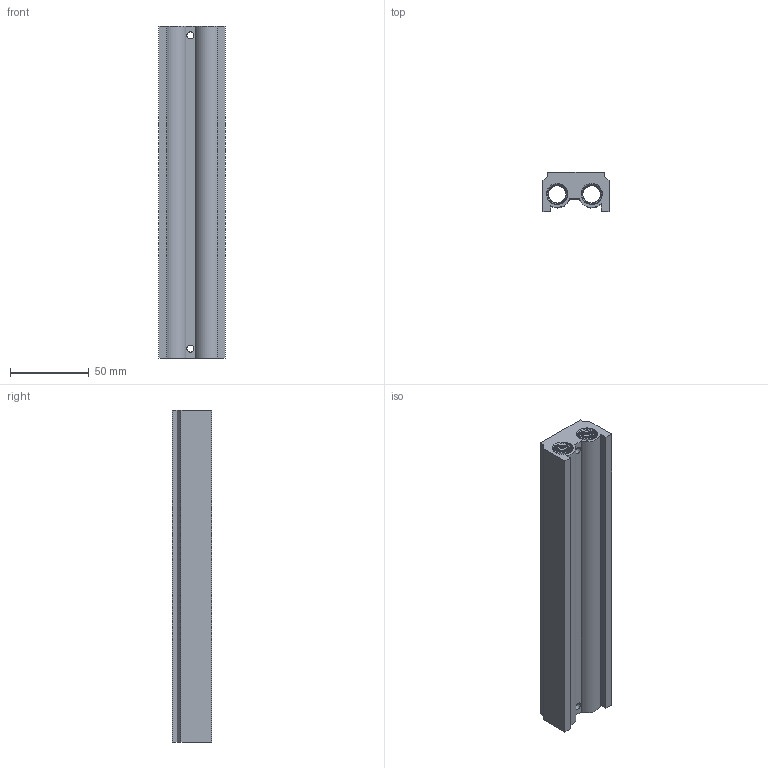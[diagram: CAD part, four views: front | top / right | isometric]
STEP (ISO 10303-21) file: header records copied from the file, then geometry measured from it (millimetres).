
FILE_DESCRIPTION (( 'STEP AP203' ), '1' );
FILE_NAME ('mf2300-m10.STEP', '2013-02-04T05:21:44', ( '' ), ( '' ), 'SwSTEP 2.0', 'SolidWorks 2008', '' );
FILE_SCHEMA (( 'CONFIG_CONTROL_DESIGN' ));
Length unit declared in the file: millimetre
Products named in the file (1): mf2300-m10
Bounding box: 42 x 25 x 211 mm (x, y, z)
Volume: 126192.2 mm3; surface area: 54615.8 mm2
Topology: 1 solids, 1 shells, 292 faces, 762 edges, 492 vertices
Faces by surface type: cylinder 182, plane 78, cone 16, bspline 16
Entity records: 15847 total; most frequent: CARTESIAN_POINT 8867, ORIENTED_EDGE 1524, DIRECTION 1376, EDGE_CURVE 762, AXIS2_PLACEMENT_3D 545, VERTEX_POINT 492, EDGE_LOOP 360, FACE_OUTER_BOUND 292
